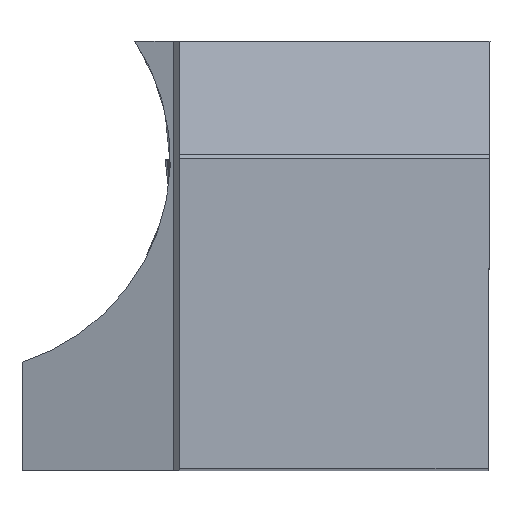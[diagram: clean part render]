
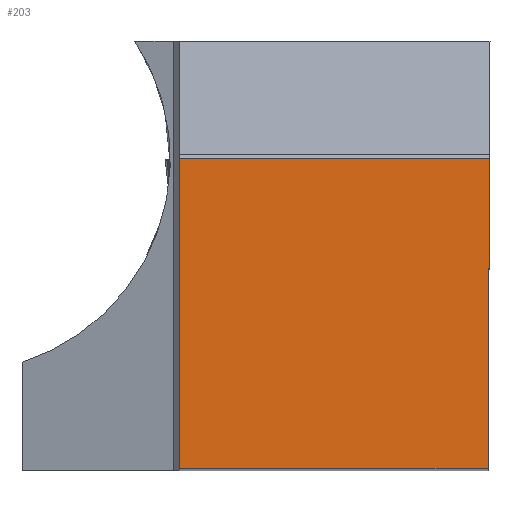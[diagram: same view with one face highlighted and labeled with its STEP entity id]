
A CAD part, top view. The second image highlights one B-rep face of the part: STEP entity #203.
In plain terms, the highlighted planar face has unit normal (0, 0, 1).
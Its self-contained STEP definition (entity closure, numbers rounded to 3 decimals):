
#203=ADVANCED_FACE('BLANK_BOXF006',(#316),#248,.F.);
#248=PLANE('',#1574);
#316=FACE_OUTER_BOUND('',#390,.T.);
#390=EDGE_LOOP('',(#960,#961,#962,#963));
#517=LINE('',#3200,#631);
#526=LINE('',#3237,#640);
#527=LINE('',#3239,#641);
#528=LINE('',#3241,#642);
#631=VECTOR('',#1846,1.);
#640=VECTOR('',#1865,1.);
#641=VECTOR('',#1868,1.);
#642=VECTOR('',#1869,1.);
#960=ORIENTED_EDGE('',*,*,#1353,.F.);
#961=ORIENTED_EDGE('',*,*,#1338,.F.);
#962=ORIENTED_EDGE('',*,*,#1352,.F.);
#963=ORIENTED_EDGE('',*,*,#1354,.F.);
#1163=VERTEX_POINT('',#3199);
#1164=VERTEX_POINT('',#3201);
#1172=VERTEX_POINT('',#3236);
#1173=VERTEX_POINT('',#3240);
#1338=EDGE_CURVE('',#1163,#1164,#517,.T.);
#1352=EDGE_CURVE('',#1172,#1163,#526,.T.);
#1353=EDGE_CURVE('',#1164,#1173,#527,.T.);
#1354=EDGE_CURVE('',#1173,#1172,#528,.T.);
#1574=AXIS2_PLACEMENT_3D('',#3242,#1870,#1871);
#1846=DIRECTION('',(-1.,0.,0.));
#1865=DIRECTION('',(-0.004,-1.,0.));
#1868=DIRECTION('',(0.,1.,0.));
#1869=DIRECTION('',(1.,0.,0.));
#1870=DIRECTION('',(0.,0.,-1.));
#1871=DIRECTION('',(0.,-1.,0.));
#3199=CARTESIAN_POINT('',(-0.109,0.,0.));
#3200=CARTESIAN_POINT('',(150.27,0.,0.));
#3201=CARTESIAN_POINT('',(-24.875,0.,0.));
#3236=CARTESIAN_POINT('',(0.,24.875,0.));
#3237=CARTESIAN_POINT('',(0.547,150.269,0.));
#3239=CARTESIAN_POINT('',(-24.875,-150.27,0.));
#3240=CARTESIAN_POINT('',(-24.875,24.875,0.));
#3241=CARTESIAN_POINT('',(-150.27,24.875,0.));
#3242=CARTESIAN_POINT('',(-37.5,-5.,0.));
